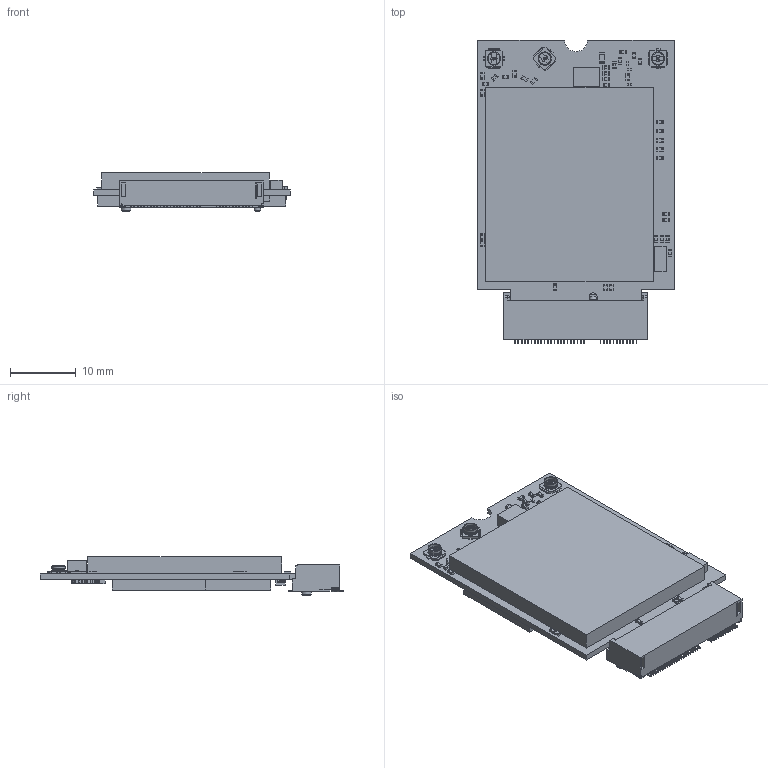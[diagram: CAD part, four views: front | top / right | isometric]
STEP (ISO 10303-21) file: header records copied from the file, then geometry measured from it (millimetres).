
FILE_DESCRIPTION(/* description */ (''),/* implementation_level */ '2;1');
FILE_NAME(/* name */ 'BSOM-with-connector.step',/* time_stamp */ '2020-07-29T13:06:29-07:00',/* author */ (''),/* organization */ (''),/* preprocessor_version */ 'ST-DEVELOPER v18.1',/* originating_system */ 'Autodesk Translation Framework v9.3.0.1241',/* authorisation */ '');
FILE_SCHEMA (('AUTOMOTIVE_DESIGN { 1 0 10303 214 3 1 1 }'));
Products named in the file (18): B523-with-connector; PCB Component; Board; ESIMSON8; nc; 1uF; 10uH; UFL; NC_1; PZ1680D121; 68nH; 220uF; 100uF; NC_2; LXES15AAA1 NC; nc_3; SN74LV1T34; 10128794
Assembly tree (109 placements, depth 3):
  B523-with-connector
    PCB Component
      Board
      ESIMSON8
      nc  x41
      1uF  x45
      10uH
      UFL  x3
      NC_1  x2
      PZ1680D121  x2
      68nH  x2
      220uF
      100uF
      NC_2  x3
      LXES15AAA1 NC  x2
      nc_3
      SN74LV1T34
    10128794
Bounding box: 30 x 46.25 x 5.84 mm (x, y, z)
Volume: 4534.8 mm3; surface area: 7335.9 mm2
Topology: 122 solids, 123 shells, 5621 faces, 13440 edges, 8871 vertices
Faces by surface type: plane 3434, cylinder 2161, torus 12, cone 11, sphere 3
Full cylindrical faces by diameter (mm): 0.12 x184, 0.15 x2, 0.2 x427, 0.3 x19, 0.45 x3, 0.95 x1, 1.45 x1, 1.8 x3, 1.95 x3, 2 x6
Entity records: 87970 total; most frequent: DIRECTION 15581, CARTESIAN_POINT 14572, ORIENTED_EDGE 13616, EDGE_CURVE 6808, AXIS2_PLACEMENT_3D 5606, VERTEX_POINT 4517, LINE 4369, VECTOR 4369
